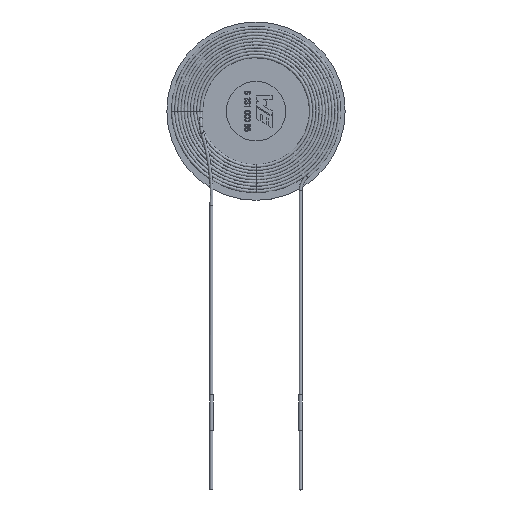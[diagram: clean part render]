
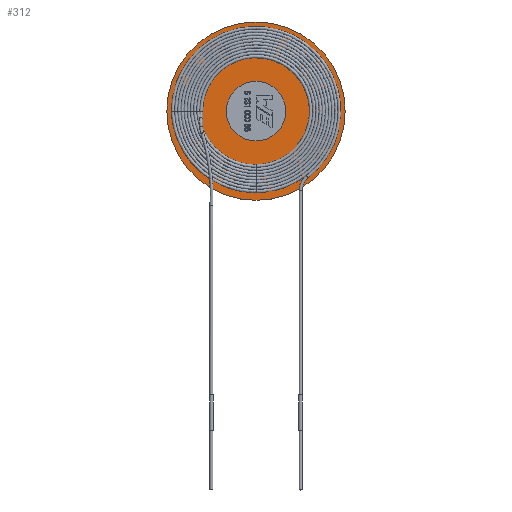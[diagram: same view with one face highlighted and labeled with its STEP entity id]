
A CAD part, top view. The second image highlights one B-rep face of the part: STEP entity #312.
In plain terms, the highlighted planar face has unit normal (0, 0, 1).
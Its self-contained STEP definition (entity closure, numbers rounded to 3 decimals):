
#312 = ADVANCED_FACE( '', ( #691 ), #692, .T. );
#691 = FACE_OUTER_BOUND( '', #3885, .T. );
#692 = PLANE( '', #3886 );
#3885 = EDGE_LOOP( '', ( #6220 ) );
#3886 = AXIS2_PLACEMENT_3D( '', #6221, #6222, #6223 );
#6220 = ORIENTED_EDGE( '', *, *, #7396, .T. );
#6221 = CARTESIAN_POINT( '', ( 0., 0., 0. ) );
#6222 = DIRECTION( '', ( 0., 0., 1. ) );
#6223 = DIRECTION( '', ( 1., 0., 0. ) );
#7396 = EDGE_CURVE( '', #7904, #7904, #7905, .T. );
#7904 = VERTEX_POINT( '', #9205 );
#7905 = CIRCLE( '', #9206, 15. );
#9205 = CARTESIAN_POINT( '', ( 15., 0., 0. ) );
#9206 = AXIS2_PLACEMENT_3D( '', #10369, #10370, #10371 );
#10369 = CARTESIAN_POINT( '', ( 0., 0., 0. ) );
#10370 = DIRECTION( '', ( 0., 0., 1. ) );
#10371 = DIRECTION( '', ( 1., 0., 0. ) );
